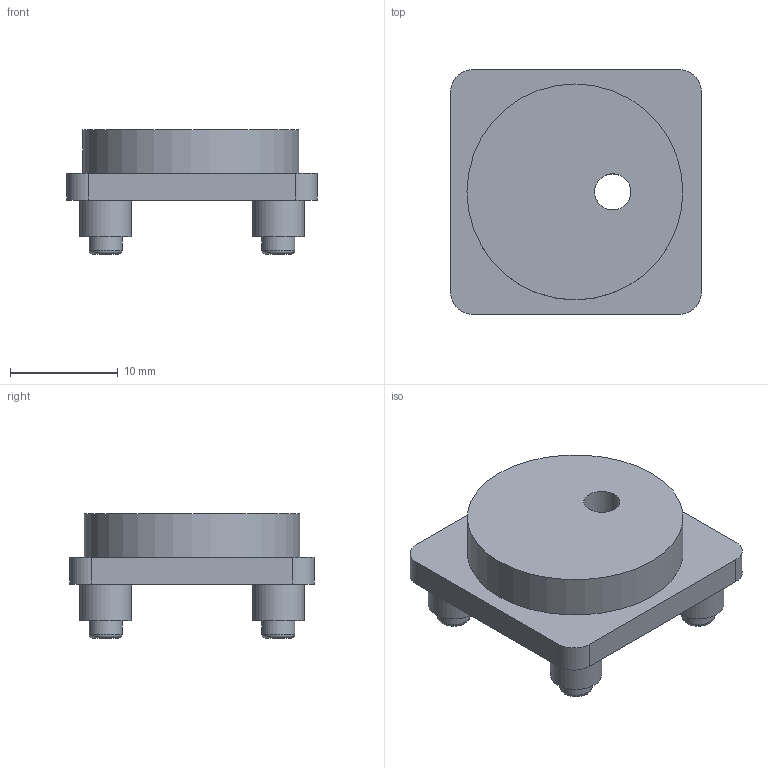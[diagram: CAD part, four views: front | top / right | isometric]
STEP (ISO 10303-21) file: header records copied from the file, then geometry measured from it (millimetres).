
FILE_DESCRIPTION(/* description */ ('STEP AP214'),/* implementation_level */ '2;1');
FILE_NAME(/* name */ 'encoder_mount_Mod v1.step',/* time_stamp */ '2025-09-27T17:05:34-04:00',/* author */ (''),/* organization */ (''),/* preprocessor_version */ 'ST-DEVELOPER v20.1',/* originating_system */ 'Autodesk Translation Framework v14.10.0.0',/* authorisation */ '');
FILE_SCHEMA (('AUTOMOTIVE_DESIGN { 1 0 10303 214 3 1 1 }'));
Length unit declared in the file: millimetre
Products named in the file (1): encoder_mount
Bounding box: 23.2 x 22.65 x 11.5 mm (x, y, z)
Volume: 2767.8 mm3; surface area: 2344.1 mm2
Topology: 2 solids, 2 shells, 38 faces, 70 edges, 45 vertices
Faces by surface type: plane 17, cylinder 16, torus 4, bspline 1
Full cylindrical faces by diameter (mm): 3.05 x4, 3.35 x1, 4.75 x4, 14 x1, 14.4 x1, 20 x1
Entity records: 1121 total; most frequent: CARTESIAN_POINT 284, DIRECTION 182, ORIENTED_EDGE 140, AXIS2_PLACEMENT_3D 77, EDGE_CURVE 70, EDGE_LOOP 51, VERTEX_POINT 45, CIRCLE 39
